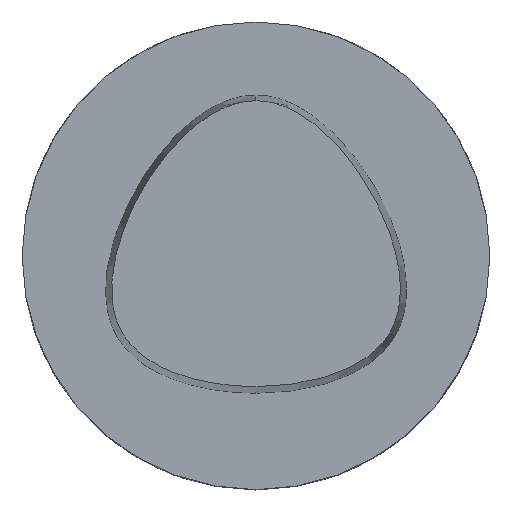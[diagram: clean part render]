
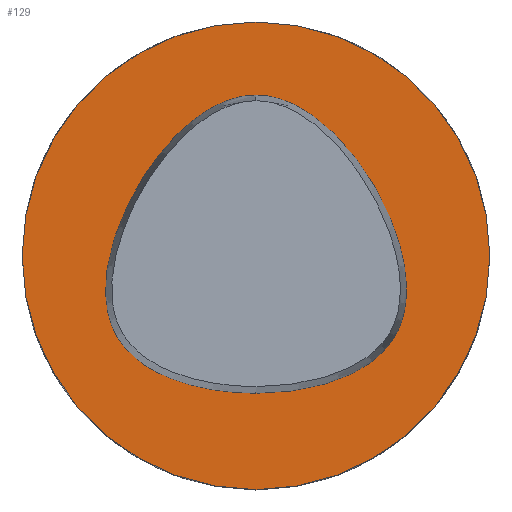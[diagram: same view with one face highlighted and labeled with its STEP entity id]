
A CAD part, top view. The second image highlights one B-rep face of the part: STEP entity #129.
In plain terms, the highlighted planar face has unit normal (0, 0, 1).
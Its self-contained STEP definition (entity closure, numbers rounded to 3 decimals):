
#57=FACE_BOUND('',#187,.T.);
#58=FACE_BOUND('',#188,.T.);
#79=CIRCLE('',#406,40.);
#129=ADVANCED_FACE('',(#57,#58),#152,.T.);
#152=PLANE('',#407);
#187=EDGE_LOOP('',(#232));
#188=EDGE_LOOP('',(#233,#234));
#232=ORIENTED_EDGE('',*,*,#335,.T.);
#233=ORIENTED_EDGE('',*,*,#333,.F.);
#234=ORIENTED_EDGE('',*,*,#334,.F.);
#302=VERTEX_POINT('',#596);
#303=VERTEX_POINT('',#598);
#304=VERTEX_POINT('',#752);
#333=EDGE_CURVE('',#303,#302,#370,.T.);
#334=EDGE_CURVE('',#302,#303,#371,.T.);
#335=EDGE_CURVE('',#304,#304,#79,.T.);
#370=B_SPLINE_CURVE_WITH_KNOTS('',3,(#599,#600,#601,#602,#603,#604),
 .UNSPECIFIED.,.F.,.F.,(4,1,1,4),(0.,0.333,0.667,1.),
 .UNSPECIFIED.);
#371=B_SPLINE_CURVE_WITH_KNOTS('',3,(#673,#674,#675,#676,#677,#678),
 .UNSPECIFIED.,.F.,.F.,(4,1,1,4),(0.,0.333,0.667,1.),
 .UNSPECIFIED.);
#406=AXIS2_PLACEMENT_3D('',#751,#457,#458);
#407=AXIS2_PLACEMENT_3D('',#753,#459,#460);
#457=DIRECTION('',(0.,0.,1.));
#458=DIRECTION('',(-1.,0.,0.));
#459=DIRECTION('',(0.,0.,1.));
#460=DIRECTION('',(1.,0.,0.));
#596=CARTESIAN_POINT('',(0.,-23.5,0.));
#598=CARTESIAN_POINT('',(0.,27.5,0.));
#599=CARTESIAN_POINT('',(0.,27.5,0.));
#600=CARTESIAN_POINT('',(-7.679,27.5,0.));
#601=CARTESIAN_POINT('',(-23.036,13.3,0.));
#602=CARTESIAN_POINT('',(-29.964,-17.3,0.));
#603=CARTESIAN_POINT('',(-9.988,-23.5,0.));
#604=CARTESIAN_POINT('',(0.,-23.5,0.));
#673=CARTESIAN_POINT('',(0.,-23.5,0.));
#674=CARTESIAN_POINT('',(9.988,-23.5,0.));
#675=CARTESIAN_POINT('',(29.964,-17.3,0.));
#676=CARTESIAN_POINT('',(23.036,13.3,0.));
#677=CARTESIAN_POINT('',(7.679,27.5,0.));
#678=CARTESIAN_POINT('',(0.,27.5,0.));
#751=CARTESIAN_POINT('',(0.,0.,0.));
#752=CARTESIAN_POINT('',(-40.,0.,0.));
#753=CARTESIAN_POINT('',(0.,0.,0.));
